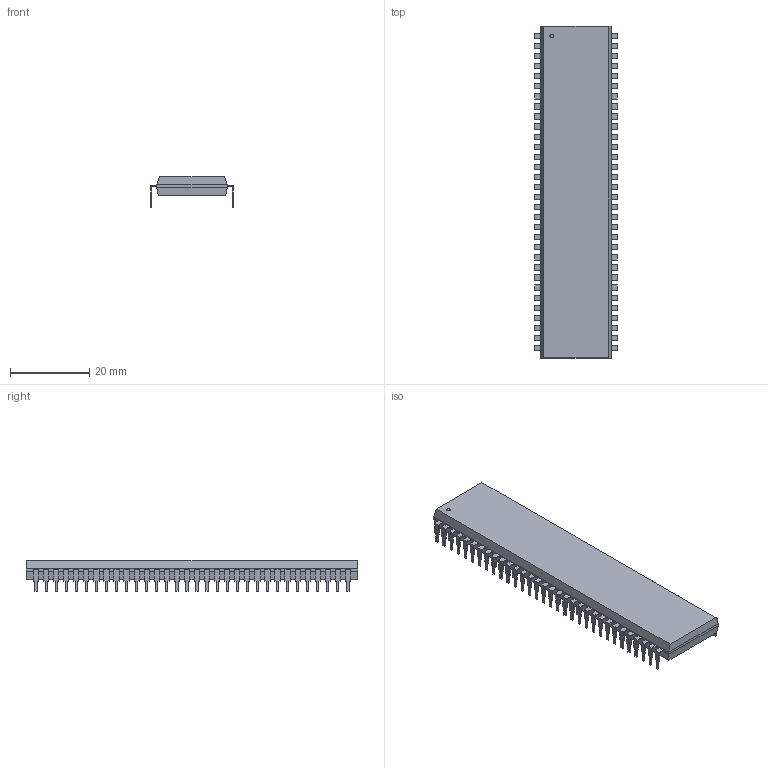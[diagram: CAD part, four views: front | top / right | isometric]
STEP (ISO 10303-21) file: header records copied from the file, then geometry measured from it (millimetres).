
FILE_DESCRIPTION(('STEP AP214'),'1');
FILE_NAME('dip64_800_MOT','2021-06-24T17:30:03',(''),(''),'','','');
FILE_SCHEMA(('AUTOMOTIVE_DESIGN'));
Length unit declared in the file: millimetre
Products named in the file (1): product
Bounding box: 20.83 x 83.82 x 7.75 mm (x, y, z)
Volume: 7107.6 mm3; surface area: 4943.4 mm2
Topology: 66 solids, 66 shells, 785 faces, 1951 edges, 1298 vertices
Faces by surface type: plane 784, cylinder 1
Full cylindrical faces by diameter (mm): 0.889 x1
Entity records: 21560 total; most frequent: ORIENTED_EDGE 3900, DIRECTION 3526, CARTESIAN_POINT 2087, EDGE_CURVE 1950, LINE 1948, VECTOR 1948, VERTEX_POINT 1298, AXIS2_PLACEMENT_3D 789
